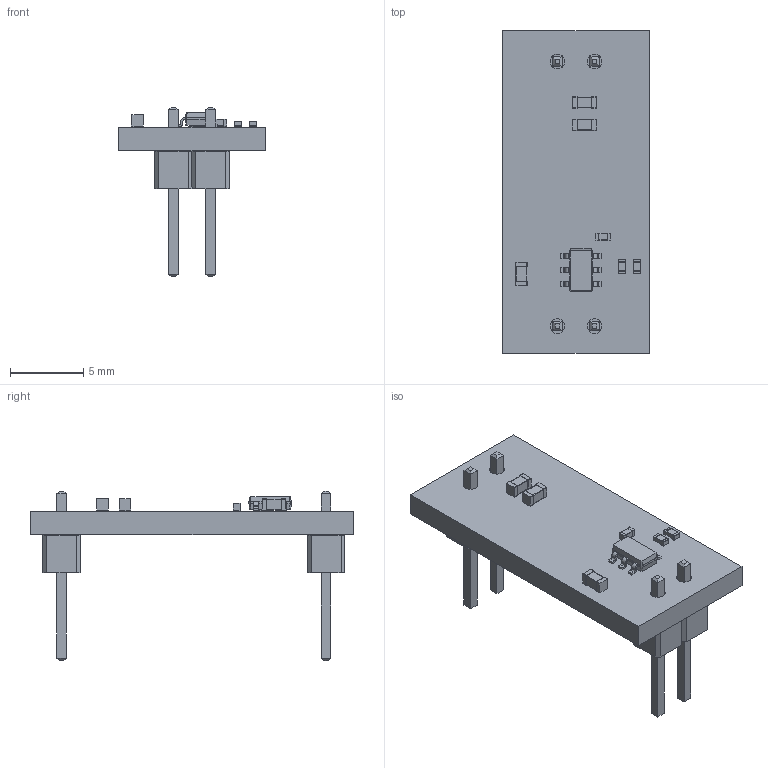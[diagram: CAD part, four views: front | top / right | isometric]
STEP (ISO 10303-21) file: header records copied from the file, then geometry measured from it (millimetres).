
FILE_DESCRIPTION(/* description */ (''),/* implementation_level */ '2;1');
FILE_NAME(/* name */ '12V-5V Voltage Regulator 3D Model.step',/* time_stamp */ '2024-11-09T12:18:16-05:00',/* author */ (''),/* organization */ (''),/* preprocessor_version */ 'ST-DEVELOPER v20',/* originating_system */ 'Autodesk Translation Framework v13.14.0.145',/* authorisation */ '');
FILE_SCHEMA (('AUTOMOTIVE_DESIGN { 1 0 10303 214 3 1 1 }'));
Length unit declared in the file: millimetre
Products named in the file (13): 12V-5V Voltage Regulator 3D Model; PinHeader_1x02_P2.54mm_Vertical; R_0402_1005Metric (1); R_0402_1005Metric; TSOT-23-6; TSOT_23_6; PinHeader_1x02_P2.54mm_Vertical_1; PinHeader_1x02_P254mm_Vertical; C_0603_1608Metric (1); C_0603_1608Metric; C_0402_1005Metric (1); C_0402_1005Metric; 5v buck pt iii_PCB
Assembly tree (16 placements, depth 3):
  12V-5V Voltage Regulator 3D Model
    C_0603_1608Metric (1)  x3
      C_0603_1608Metric
    PinHeader_1x02_P2.54mm_Vertical
      PinHeader_1x02_P254mm_Vertical
    R_0402_1005Metric (1)  x2
      R_0402_1005Metric
    TSOT-23-6
      TSOT_23_6
    PinHeader_1x02_P2.54mm_Vertical_1
      PinHeader_1x02_P254mm_Vertical
    C_0402_1005Metric (1)
      C_0402_1005Metric
    5v buck pt iii_PCB
Bounding box: 10 x 22 x 11.56 mm (x, y, z)
Volume: 433.1 mm3; surface area: 819.7 mm2
Topology: 10 solids, 10 shells, 402 faces, 1010 edges, 644 vertices
Faces by surface type: plane 310, cylinder 92
Full cylindrical faces by diameter (mm): 1 x4
Entity records: 8591 total; most frequent: CARTESIAN_POINT 1401, DIRECTION 1390, ORIENTED_EDGE 1352, EDGE_CURVE 676, LINE 556, VECTOR 556, VERTEX_POINT 428, AXIS2_PLACEMENT_3D 417
